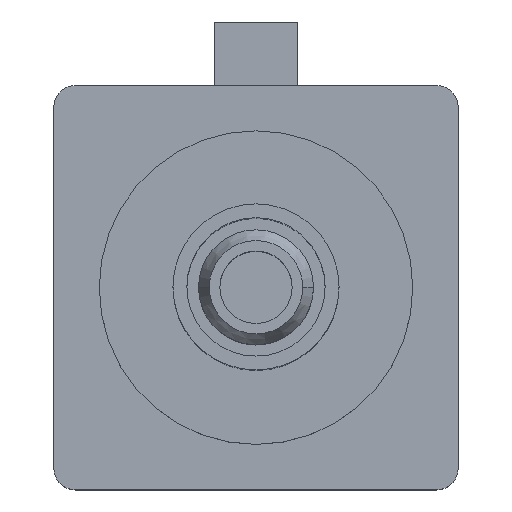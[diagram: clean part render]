
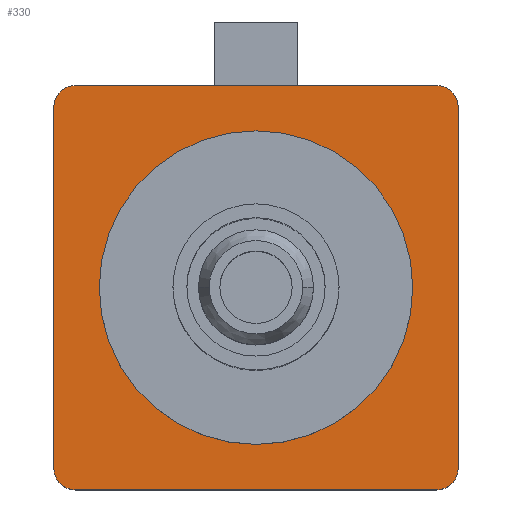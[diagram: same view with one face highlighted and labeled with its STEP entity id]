
A CAD part, top view. The second image highlights one B-rep face of the part: STEP entity #330.
In plain terms, the highlighted planar face has unit normal (0, 0, 1).
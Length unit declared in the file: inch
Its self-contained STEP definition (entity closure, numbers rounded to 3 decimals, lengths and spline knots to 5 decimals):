
#24 = CARTESIAN_POINT ( 'NONE',  ( -0.145, 0., 0. ) ) ;
#36 = DIRECTION ( 'NONE',  ( -1., 0., 0. ) ) ;
#61 = LINE ( 'NONE', #1963, #2616 ) ;
#120 = EDGE_CURVE ( 'NONE', #2753, #2070, #497, .T. ) ;
#177 = EDGE_LOOP ( 'NONE', ( #2301, #874 ) ) ;
#192 = CARTESIAN_POINT ( 'NONE',  ( 0.18701, 0.16701, 0. ) ) ;
#215 = CIRCLE ( 'NONE', #1378, 0.02 ) ;
#277 = VERTEX_POINT ( 'NONE', #403 ) ;
#291 = LINE ( 'NONE', #899, #2659 ) ;
#330 = ADVANCED_FACE ( 'NONE', ( #2747, #1890 ), #1846, .F. ) ;
#403 = CARTESIAN_POINT ( 'NONE',  ( -0.18701, 0.16701, 0. ) ) ;
#414 = CARTESIAN_POINT ( 'NONE',  ( -0.16701, -0.18701, 0. ) ) ;
#437 = ORIENTED_EDGE ( 'NONE', *, *, #2145, .T. ) ;
#483 = EDGE_CURVE ( 'NONE', #582, #646, #1087, .T. ) ;
#497 = CIRCLE ( 'NONE', #1090, 0.02 ) ;
#549 = CARTESIAN_POINT ( 'NONE',  ( -0.18701, 0.18701, 0. ) ) ;
#558 = CIRCLE ( 'NONE', #1698, 0.02 ) ;
#572 = CARTESIAN_POINT ( 'NONE',  ( 0.18701, -0.16701, 0. ) ) ;
#582 = VERTEX_POINT ( 'NONE', #414 ) ;
#589 = DIRECTION ( 'NONE',  ( -1., 0., 0. ) ) ;
#614 = CARTESIAN_POINT ( 'NONE',  ( 0., 0., 0. ) ) ;
#635 = EDGE_CURVE ( 'NONE', #277, #1577, #61, .T. ) ;
#644 = CARTESIAN_POINT ( 'NONE',  ( -0.16701, 0.18701, 0. ) ) ;
#646 = VERTEX_POINT ( 'NONE', #2234 ) ;
#650 = EDGE_CURVE ( 'NONE', #1848, #2753, #291, .T. ) ;
#704 = CIRCLE ( 'NONE', #2725, 0.02 ) ;
#723 = DIRECTION ( 'NONE',  ( -1., 0., 0. ) ) ;
#803 = AXIS2_PLACEMENT_3D ( 'NONE', #614, #2712, #2496 ) ;
#823 = ORIENTED_EDGE ( 'NONE', *, *, #120, .T. ) ;
#874 = ORIENTED_EDGE ( 'NONE', *, *, #1480, .F. ) ;
#897 = CARTESIAN_POINT ( 'NONE',  ( 0.16701, -0.16701, 0. ) ) ;
#899 = CARTESIAN_POINT ( 'NONE',  ( 0.18701, -0.18701, 0. ) ) ;
#910 = DIRECTION ( 'NONE',  ( 0., 0., 1. ) ) ;
#935 = CARTESIAN_POINT ( 'NONE',  ( 0., 0., 0. ) ) ;
#993 = DIRECTION ( 'NONE',  ( -1., 0., 0. ) ) ;
#1007 = DIRECTION ( 'NONE',  ( 0., 0., 1. ) ) ;
#1025 = ORIENTED_EDGE ( 'NONE', *, *, #1681, .T. ) ;
#1066 = CIRCLE ( 'NONE', #1125, 0.145 ) ;
#1074 = EDGE_LOOP ( 'NONE', ( #2493, #823, #2726, #1025, #2550, #437, #2745, #1121 ) ) ;
#1087 = LINE ( 'NONE', #2775, #2469 ) ;
#1090 = AXIS2_PLACEMENT_3D ( 'NONE', #2120, #1007, #993 ) ;
#1121 = ORIENTED_EDGE ( 'NONE', *, *, #2126, .T. ) ;
#1122 = CARTESIAN_POINT ( 'NONE',  ( 0.145, 0., 0. ) ) ;
#1125 = AXIS2_PLACEMENT_3D ( 'NONE', #935, #1796, #723 ) ;
#1145 = EDGE_CURVE ( 'NONE', #2070, #1287, #2333, .T. ) ;
#1189 = CARTESIAN_POINT ( 'NONE',  ( 0., 0., 0. ) ) ;
#1264 = VERTEX_POINT ( 'NONE', #1122 ) ;
#1287 = VERTEX_POINT ( 'NONE', #644 ) ;
#1307 = VERTEX_POINT ( 'NONE', #24 ) ;
#1378 = AXIS2_PLACEMENT_3D ( 'NONE', #897, #2614, #36 ) ;
#1480 = EDGE_CURVE ( 'NONE', #1264, #1307, #1746, .T. ) ;
#1577 = VERTEX_POINT ( 'NONE', #1901 ) ;
#1681 = EDGE_CURVE ( 'NONE', #1287, #277, #704, .T. ) ;
#1698 = AXIS2_PLACEMENT_3D ( 'NONE', #1850, #2073, #589 ) ;
#1746 = CIRCLE ( 'NONE', #2082, 0.145 ) ;
#1764 = DIRECTION ( 'NONE',  ( 0., 1., 0. ) ) ;
#1796 = DIRECTION ( 'NONE',  ( 0., 0., 1. ) ) ;
#1803 = EDGE_CURVE ( 'NONE', #1307, #1264, #1066, .T. ) ;
#1813 = CARTESIAN_POINT ( 'NONE',  ( -0.16701, 0.16701, 0. ) ) ;
#1846 = PLANE ( 'NONE',  #803 ) ;
#1848 = VERTEX_POINT ( 'NONE', #572 ) ;
#1850 = CARTESIAN_POINT ( 'NONE',  ( -0.16701, -0.16701, 0. ) ) ;
#1890 = FACE_BOUND ( 'NONE', #177, .T. ) ;
#1901 = CARTESIAN_POINT ( 'NONE',  ( -0.18701, -0.16701, 0. ) ) ;
#1963 = CARTESIAN_POINT ( 'NONE',  ( -0.18701, -0.18701, 0. ) ) ;
#1977 = DIRECTION ( 'NONE',  ( 0., -1., 0. ) ) ;
#2035 = DIRECTION ( 'NONE',  ( -1., 0., 0. ) ) ;
#2070 = VERTEX_POINT ( 'NONE', #2795 ) ;
#2073 = DIRECTION ( 'NONE',  ( 0., 0., 1. ) ) ;
#2082 = AXIS2_PLACEMENT_3D ( 'NONE', #1189, #2476, #2035 ) ;
#2120 = CARTESIAN_POINT ( 'NONE',  ( 0.16701, 0.16701, 0. ) ) ;
#2126 = EDGE_CURVE ( 'NONE', #646, #1848, #215, .T. ) ;
#2145 = EDGE_CURVE ( 'NONE', #1577, #582, #558, .T. ) ;
#2234 = CARTESIAN_POINT ( 'NONE',  ( 0.16701, -0.18701, 0. ) ) ;
#2301 = ORIENTED_EDGE ( 'NONE', *, *, #1803, .F. ) ;
#2314 = VECTOR ( 'NONE', #2495, 39.37008 ) ;
#2333 = LINE ( 'NONE', #549, #2314 ) ;
#2469 = VECTOR ( 'NONE', #2605, 39.37008 ) ;
#2476 = DIRECTION ( 'NONE',  ( 0., 0., 1. ) ) ;
#2493 = ORIENTED_EDGE ( 'NONE', *, *, #650, .T. ) ;
#2495 = DIRECTION ( 'NONE',  ( -1., 0., 0. ) ) ;
#2496 = DIRECTION ( 'NONE',  ( -1., 0., 0. ) ) ;
#2550 = ORIENTED_EDGE ( 'NONE', *, *, #635, .T. ) ;
#2605 = DIRECTION ( 'NONE',  ( 1., 0., 0. ) ) ;
#2614 = DIRECTION ( 'NONE',  ( 0., 0., 1. ) ) ;
#2616 = VECTOR ( 'NONE', #1977, 39.37008 ) ;
#2640 = DIRECTION ( 'NONE',  ( -1., 0., 0. ) ) ;
#2659 = VECTOR ( 'NONE', #1764, 39.37008 ) ;
#2712 = DIRECTION ( 'NONE',  ( 0., 0., -1. ) ) ;
#2725 = AXIS2_PLACEMENT_3D ( 'NONE', #1813, #910, #2640 ) ;
#2726 = ORIENTED_EDGE ( 'NONE', *, *, #1145, .T. ) ;
#2745 = ORIENTED_EDGE ( 'NONE', *, *, #483, .T. ) ;
#2747 = FACE_OUTER_BOUND ( 'NONE', #1074, .T. ) ;
#2753 = VERTEX_POINT ( 'NONE', #192 ) ;
#2775 = CARTESIAN_POINT ( 'NONE',  ( -0.18701, -0.18701, 0. ) ) ;
#2795 = CARTESIAN_POINT ( 'NONE',  ( 0.16701, 0.18701, 0. ) ) ;
